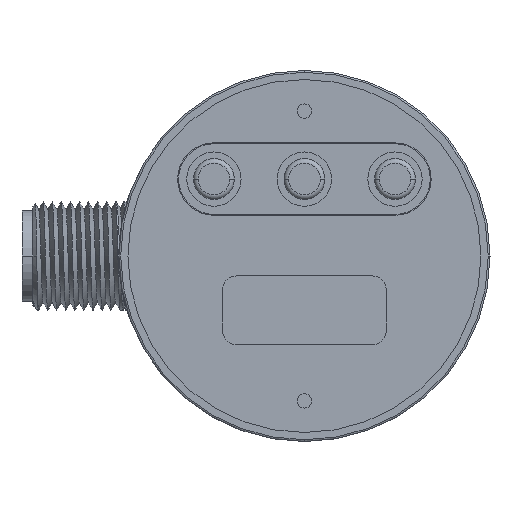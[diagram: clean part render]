
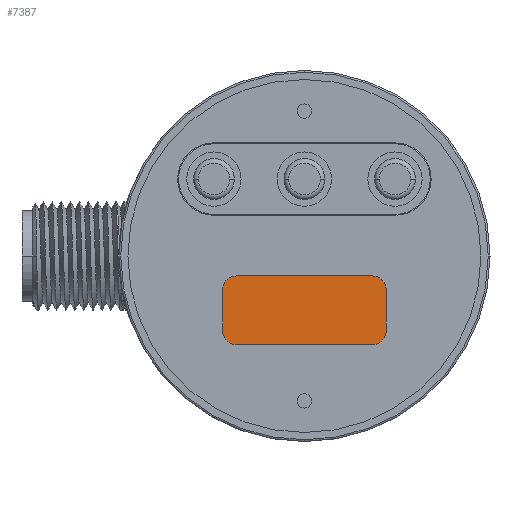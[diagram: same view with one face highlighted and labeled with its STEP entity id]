
A CAD part, left-side view. The second image highlights one B-rep face of the part: STEP entity #7387.
In plain terms, the highlighted planar face has unit normal (-1, 0, 0).
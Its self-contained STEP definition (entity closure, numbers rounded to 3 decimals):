
#106 = PLANE ( 'NONE',  #10528 ) ;
#250 = CARTESIAN_POINT ( 'NONE',  ( -0.9, 0., 0. ) ) ;
#470 = ORIENTED_EDGE ( 'NONE', *, *, #8082, .T. ) ;
#571 = VERTEX_POINT ( 'NONE', #3256 ) ;
#727 = CARTESIAN_POINT ( 'NONE',  ( -0.9, 12.975, -24.214 ) ) ;
#829 = DIRECTION ( 'NONE',  ( 0., 1., 0. ) ) ;
#943 = CIRCLE ( 'NONE', #4429, 1.5 ) ;
#1261 = CARTESIAN_POINT ( 'NONE',  ( -0.9, 11.475, -28.814 ) ) ;
#1292 = CARTESIAN_POINT ( 'NONE',  ( -0.9, 11.475, -24.214 ) ) ;
#1452 = CARTESIAN_POINT ( 'NONE',  ( -0.9, 28.025, -30.314 ) ) ;
#1863 = CARTESIAN_POINT ( 'NONE',  ( -0.9, 29.525, -24.214 ) ) ;
#2155 = VECTOR ( 'NONE', #5280, 1000. ) ;
#2217 = CIRCLE ( 'NONE', #3184, 1.5 ) ;
#2579 = LINE ( 'NONE', #1452, #10039 ) ;
#3058 = ORIENTED_EDGE ( 'NONE', *, *, #10452, .T. ) ;
#3149 = VECTOR ( 'NONE', #7305, 1000. ) ;
#3171 = DIRECTION ( 'NONE',  ( 0., -1., 0. ) ) ;
#3184 = AXIS2_PLACEMENT_3D ( 'NONE', #10413, #11205, #8652 ) ;
#3256 = CARTESIAN_POINT ( 'NONE',  ( -0.9, 28.025, -22.714 ) ) ;
#3359 = EDGE_CURVE ( 'NONE', #10852, #571, #4370, .T. ) ;
#3360 = DIRECTION ( 'NONE',  ( 0., 0., -1. ) ) ;
#3618 = EDGE_CURVE ( 'NONE', #571, #4195, #2217, .T. ) ;
#3672 = EDGE_CURVE ( 'NONE', #7372, #5139, #6676, .T. ) ;
#3723 = ORIENTED_EDGE ( 'NONE', *, *, #6708, .T. ) ;
#3977 = VECTOR ( 'NONE', #9108, 1000. ) ;
#3984 = VERTEX_POINT ( 'NONE', #6034 ) ;
#4195 = VERTEX_POINT ( 'NONE', #1863 ) ;
#4253 = DIRECTION ( 'NONE',  ( -1., 0., 0. ) ) ;
#4370 = LINE ( 'NONE', #9836, #3977 ) ;
#4429 = AXIS2_PLACEMENT_3D ( 'NONE', #5914, #4253, #3360 ) ;
#5050 = CARTESIAN_POINT ( 'NONE',  ( -0.9, 28.025, -28.814 ) ) ;
#5139 = VERTEX_POINT ( 'NONE', #8489 ) ;
#5263 = AXIS2_PLACEMENT_3D ( 'NONE', #5050, #11126, #829 ) ;
#5280 = DIRECTION ( 'NONE',  ( 0., 0., -1. ) ) ;
#5316 = ORIENTED_EDGE ( 'NONE', *, *, #3359, .T. ) ;
#5359 = CARTESIAN_POINT ( 'NONE',  ( -0.9, 29.525, -24.214 ) ) ;
#5774 = EDGE_CURVE ( 'NONE', #7344, #10744, #8402, .T. ) ;
#5914 = CARTESIAN_POINT ( 'NONE',  ( -0.9, 12.975, -28.814 ) ) ;
#6034 = CARTESIAN_POINT ( 'NONE',  ( -0.9, 12.975, -30.314 ) ) ;
#6106 = ORIENTED_EDGE ( 'NONE', *, *, #3618, .T. ) ;
#6178 = DIRECTION ( 'NONE',  ( 0., 0., 1. ) ) ;
#6676 = CIRCLE ( 'NONE', #5263, 1.5 ) ;
#6701 = ORIENTED_EDGE ( 'NONE', *, *, #3672, .T. ) ;
#6708 = EDGE_CURVE ( 'NONE', #5139, #3984, #2579, .T. ) ;
#6963 = CIRCLE ( 'NONE', #9235, 1.5 ) ;
#7121 = CARTESIAN_POINT ( 'NONE',  ( -0.9, 29.525, -28.814 ) ) ;
#7252 = ORIENTED_EDGE ( 'NONE', *, *, #11124, .T. ) ;
#7305 = DIRECTION ( 'NONE',  ( 0., 0., 1. ) ) ;
#7344 = VERTEX_POINT ( 'NONE', #10564 ) ;
#7372 = VERTEX_POINT ( 'NONE', #7121 ) ;
#7387 = ADVANCED_FACE ( 'NONE', ( #8798 ), #106, .T. ) ;
#7427 = LINE ( 'NONE', #5359, #2155 ) ;
#8082 = EDGE_CURVE ( 'NONE', #3984, #7344, #943, .T. ) ;
#8402 = LINE ( 'NONE', #1261, #3149 ) ;
#8440 = EDGE_LOOP ( 'NONE', ( #3723, #470, #10295, #3058, #5316, #6106, #7252, #6701 ) ) ;
#8489 = CARTESIAN_POINT ( 'NONE',  ( -0.9, 28.025, -30.314 ) ) ;
#8618 = DIRECTION ( 'NONE',  ( -1., 0., 0. ) ) ;
#8652 = DIRECTION ( 'NONE',  ( 0., 0., 1. ) ) ;
#8798 = FACE_OUTER_BOUND ( 'NONE', #8440, .T. ) ;
#9108 = DIRECTION ( 'NONE',  ( 0., 1., 0. ) ) ;
#9235 = AXIS2_PLACEMENT_3D ( 'NONE', #727, #8618, #10260 ) ;
#9816 = DIRECTION ( 'NONE',  ( -1., 0., 0. ) ) ;
#9836 = CARTESIAN_POINT ( 'NONE',  ( -0.9, 12.975, -22.714 ) ) ;
#10039 = VECTOR ( 'NONE', #3171, 1000. ) ;
#10260 = DIRECTION ( 'NONE',  ( 0., -1., 0. ) ) ;
#10295 = ORIENTED_EDGE ( 'NONE', *, *, #5774, .T. ) ;
#10413 = CARTESIAN_POINT ( 'NONE',  ( -0.9, 28.025, -24.214 ) ) ;
#10452 = EDGE_CURVE ( 'NONE', #10744, #10852, #6963, .T. ) ;
#10528 = AXIS2_PLACEMENT_3D ( 'NONE', #250, #9816, #6178 ) ;
#10564 = CARTESIAN_POINT ( 'NONE',  ( -0.9, 11.475, -28.814 ) ) ;
#10744 = VERTEX_POINT ( 'NONE', #1292 ) ;
#10746 = CARTESIAN_POINT ( 'NONE',  ( -0.9, 12.975, -22.714 ) ) ;
#10852 = VERTEX_POINT ( 'NONE', #10746 ) ;
#11124 = EDGE_CURVE ( 'NONE', #4195, #7372, #7427, .T. ) ;
#11126 = DIRECTION ( 'NONE',  ( -1., 0., 0. ) ) ;
#11205 = DIRECTION ( 'NONE',  ( -1., 0., 0. ) ) ;
